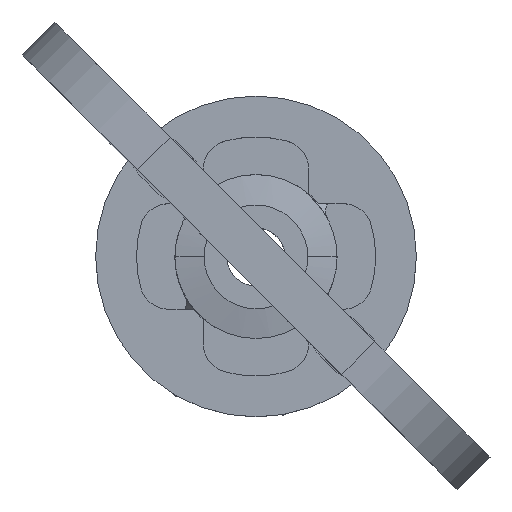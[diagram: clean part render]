
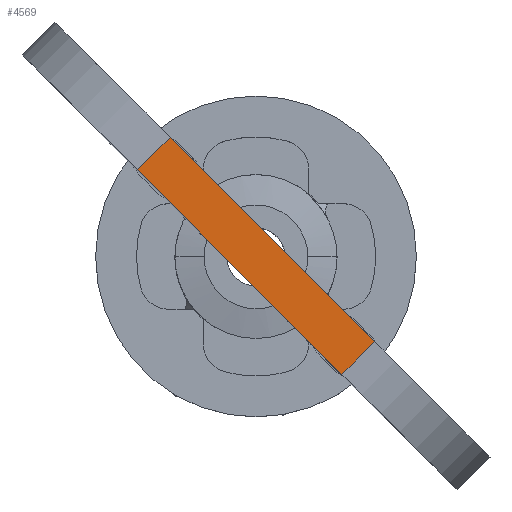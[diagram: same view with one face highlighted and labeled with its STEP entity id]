
A CAD part, top view. The second image highlights one B-rep face of the part: STEP entity #4569.
In plain terms, the highlighted planar face has unit normal (0, 0, 1).
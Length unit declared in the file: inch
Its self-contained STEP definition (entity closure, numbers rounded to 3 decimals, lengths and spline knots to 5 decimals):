
#447 = EDGE_CURVE ( 'NONE', #10968, #15273, #3156, .T. ) ;
#480 = CARTESIAN_POINT ( 'NONE',  ( -0.04419, -0.04419, 2.38507 ) ) ;
#623 = LINE ( 'NONE', #13280, #4131 ) ;
#1233 = DIRECTION ( 'NONE',  ( 0., 0., -1. ) ) ;
#1288 = PLANE ( 'NONE',  #11299 ) ;
#1941 = CARTESIAN_POINT ( 'NONE',  ( -1.09824, -1.65018, 2.38507 ) ) ;
#2571 = EDGE_CURVE ( 'NONE', #14063, #10968, #3740, .T. ) ;
#2742 = VECTOR ( 'NONE', #10596, 39.37008 ) ;
#2861 = DIRECTION ( 'NONE',  ( -0.707, 0.707, 0. ) ) ;
#3004 = EDGE_CURVE ( 'NONE', #14063, #5727, #623, .T. ) ;
#3137 = DIRECTION ( 'NONE',  ( 0.707, -0.707, 0. ) ) ;
#3156 = LINE ( 'NONE', #1941, #2742 ) ;
#3345 = CARTESIAN_POINT ( 'NONE',  ( 0.23178, -0.32017, 2.38507 ) ) ;
#3740 = LINE ( 'NONE', #480, #10818 ) ;
#3949 = DIRECTION ( 'NONE',  ( -1., 0., 0. ) ) ;
#4131 = VECTOR ( 'NONE', #13335, 39.37008 ) ;
#4569 = ADVANCED_FACE ( 'NONE', ( #7750 ), #1288, .F. ) ;
#5173 = CARTESIAN_POINT ( 'NONE',  ( -1.37421, -1.37421, 2.38507 ) ) ;
#5727 = VERTEX_POINT ( 'NONE', #9932 ) ;
#7750 = FACE_OUTER_BOUND ( 'NONE', #9006, .T. ) ;
#7992 = EDGE_CURVE ( 'NONE', #15273, #5727, #9597, .T. ) ;
#9006 = EDGE_LOOP ( 'NONE', ( #10200, #12495, #14777, #13537 ) ) ;
#9597 = LINE ( 'NONE', #10824, #16612 ) ;
#9932 = CARTESIAN_POINT ( 'NONE',  ( -0.23178, 0.32017, 2.38507 ) ) ;
#10200 = ORIENTED_EDGE ( 'NONE', *, *, #3004, .F. ) ;
#10596 = DIRECTION ( 'NONE',  ( 0.707, 0.707, 0. ) ) ;
#10818 = VECTOR ( 'NONE', #3137, 39.37008 ) ;
#10824 = CARTESIAN_POINT ( 'NONE',  ( 0.04419, 0.04419, 2.38507 ) ) ;
#10968 = VERTEX_POINT ( 'NONE', #3345 ) ;
#11299 = AXIS2_PLACEMENT_3D ( 'NONE', #5173, #1233, #3949 ) ;
#12495 = ORIENTED_EDGE ( 'NONE', *, *, #2571, .T. ) ;
#13280 = CARTESIAN_POINT ( 'NONE',  ( -1.65018, -1.09824, 2.38507 ) ) ;
#13335 = DIRECTION ( 'NONE',  ( 0.707, 0.707, 0. ) ) ;
#13537 = ORIENTED_EDGE ( 'NONE', *, *, #7992, .T. ) ;
#14063 = VERTEX_POINT ( 'NONE', #14945 ) ;
#14605 = CARTESIAN_POINT ( 'NONE',  ( 0.32017, -0.23178, 2.38507 ) ) ;
#14777 = ORIENTED_EDGE ( 'NONE', *, *, #447, .T. ) ;
#14945 = CARTESIAN_POINT ( 'NONE',  ( -0.32017, 0.23178, 2.38507 ) ) ;
#15273 = VERTEX_POINT ( 'NONE', #14605 ) ;
#16612 = VECTOR ( 'NONE', #2861, 39.37008 ) ;
